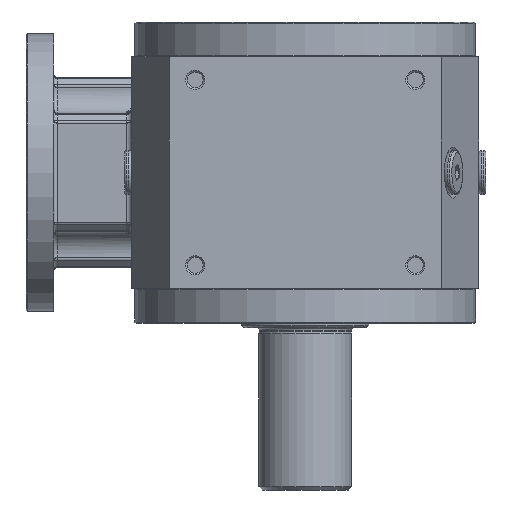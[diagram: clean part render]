
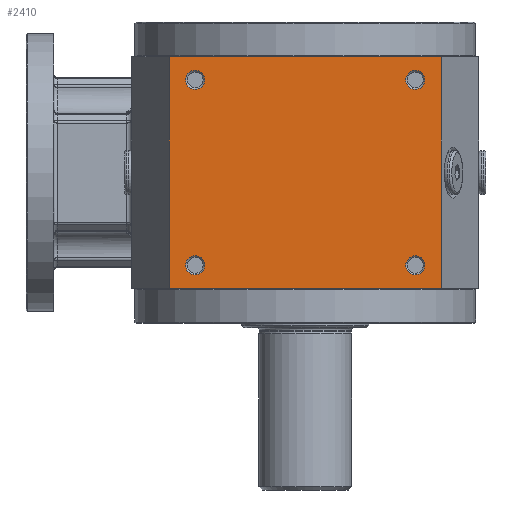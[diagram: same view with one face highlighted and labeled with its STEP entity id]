
A CAD part, front view. The second image highlights one B-rep face of the part: STEP entity #2410.
In plain terms, the highlighted planar face has unit normal (0, -1, 0).
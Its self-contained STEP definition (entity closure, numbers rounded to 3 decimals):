
#2410 = ADVANCED_FACE( '', ( #5310, #5311, #5312, #5313, #5314 ), #5315, .T. );
#5310 = FACE_OUTER_BOUND( '', #21722, .T. );
#5311 = FACE_BOUND( '', #21723, .T. );
#5312 = FACE_BOUND( '', #21724, .T. );
#5313 = FACE_BOUND( '', #21725, .T. );
#5314 = FACE_BOUND( '', #21726, .T. );
#5315 = PLANE( '', #21727 );
#21722 = EDGE_LOOP( '', ( #29443, #29444, #29445, #29446 ) );
#21723 = EDGE_LOOP( '', ( #29447 ) );
#21724 = EDGE_LOOP( '', ( #29448 ) );
#21725 = EDGE_LOOP( '', ( #29449 ) );
#21726 = EDGE_LOOP( '', ( #29450 ) );
#21727 = AXIS2_PLACEMENT_3D( '', #29451, #29452, #29453 );
#29443 = ORIENTED_EDGE( '', *, *, #32071, .F. );
#29444 = ORIENTED_EDGE( '', *, *, #30685, .T. );
#29445 = ORIENTED_EDGE( '', *, *, #31436, .T. );
#29446 = ORIENTED_EDGE( '', *, *, #31613, .F. );
#29447 = ORIENTED_EDGE( '', *, *, #31127, .F. );
#29448 = ORIENTED_EDGE( '', *, *, #32192, .F. );
#29449 = ORIENTED_EDGE( '', *, *, #32262, .F. );
#29450 = ORIENTED_EDGE( '', *, *, #31566, .F. );
#29451 = CARTESIAN_POINT( '', ( 106.862, -25.879, 0. ) );
#29452 = DIRECTION( '', ( 0., -1., 0. ) );
#29453 = DIRECTION( '', ( 0., 0., -1. ) );
#30685 = EDGE_CURVE( '', #33416, #33414, #33417, .T. );
#31127 = EDGE_CURVE( '', #34138, #34138, #34139, .T. );
#31436 = EDGE_CURVE( '', #33414, #34623, #34625, .T. );
#31566 = EDGE_CURVE( '', #34823, #34823, #34824, .T. );
#31613 = EDGE_CURVE( '', #34886, #34623, #34888, .T. );
#32071 = EDGE_CURVE( '', #33416, #34886, #35499, .T. );
#32192 = EDGE_CURVE( '', #35648, #35648, #35649, .T. );
#32262 = EDGE_CURVE( '', #35736, #35736, #35737, .T. );
#33414 = VERTEX_POINT( '', #39530 );
#33416 = VERTEX_POINT( '', #39533 );
#33417 = LINE( '', #39534, #39535 );
#34138 = VERTEX_POINT( '', #43315 );
#34139 = CIRCLE( '', #43316, 4.1 );
#34623 = VERTEX_POINT( '', #46179 );
#34625 = LINE( '', #46182, #46183 );
#34823 = VERTEX_POINT( '', #47496 );
#34824 = CIRCLE( '', #47497, 4.1 );
#34886 = VERTEX_POINT( '', #47817 );
#34888 = LINE( '', #47820, #47821 );
#35499 = LINE( '', #51500, #51501 );
#35648 = VERTEX_POINT( '', #52602 );
#35649 = CIRCLE( '', #52603, 4.1 );
#35736 = VERTEX_POINT( '', #52888 );
#35737 = CIRCLE( '', #52889, 4.1 );
#39530 = CARTESIAN_POINT( '', ( 106.862, -25.879, 100. ) );
#39533 = CARTESIAN_POINT( '', ( 106.862, -25.879, 0. ) );
#39534 = CARTESIAN_POINT( '', ( 106.862, -25.879, 0. ) );
#39535 = VECTOR( '', #55681, 1000. );
#43315 = CARTESIAN_POINT( '', ( 91.641, -25.879, 90. ) );
#43316 = AXIS2_PLACEMENT_3D( '', #56075, #56076, #56077 );
#46179 = CARTESIAN_POINT( '', ( -10.38, -25.879, 100. ) );
#46182 = CARTESIAN_POINT( '', ( 0., -25.879, 100. ) );
#46183 = VECTOR( '', #56346, 1000. );
#47496 = CARTESIAN_POINT( '', ( -3.359, -25.879, 10. ) );
#47497 = AXIS2_PLACEMENT_3D( '', #56450, #56451, #56452 );
#47817 = CARTESIAN_POINT( '', ( -10.38, -25.879, 0. ) );
#47820 = CARTESIAN_POINT( '', ( -10.38, -25.879, 0. ) );
#47821 = VECTOR( '', #56487, 1000. );
#51500 = CARTESIAN_POINT( '', ( 0., -25.879, 0. ) );
#51501 = VECTOR( '', #56828, 1000. );
#52602 = CARTESIAN_POINT( '', ( 91.641, -25.879, 10. ) );
#52603 = AXIS2_PLACEMENT_3D( '', #56905, #56906, #56907 );
#52888 = CARTESIAN_POINT( '', ( -3.359, -25.879, 90. ) );
#52889 = AXIS2_PLACEMENT_3D( '', #56955, #56956, #56957 );
#55681 = DIRECTION( '', ( 0., 0., 1. ) );
#56075 = CARTESIAN_POINT( '', ( 95.741, -25.879, 90. ) );
#56076 = DIRECTION( '', ( 0., -1., 0. ) );
#56077 = DIRECTION( '', ( -1., 0., 0. ) );
#56346 = DIRECTION( '', ( -1., 0., 0. ) );
#56450 = CARTESIAN_POINT( '', ( 0.741, -25.879, 10. ) );
#56451 = DIRECTION( '', ( 0., -1., 0. ) );
#56452 = DIRECTION( '', ( -1., 0., 0. ) );
#56487 = DIRECTION( '', ( 0., 0., 1. ) );
#56828 = DIRECTION( '', ( -1., 0., 0. ) );
#56905 = CARTESIAN_POINT( '', ( 95.741, -25.879, 10. ) );
#56906 = DIRECTION( '', ( 0., -1., 0. ) );
#56907 = DIRECTION( '', ( -1., 0., 0. ) );
#56955 = CARTESIAN_POINT( '', ( 0.741, -25.879, 90. ) );
#56956 = DIRECTION( '', ( 0., -1., 0. ) );
#56957 = DIRECTION( '', ( -1., 0., 0. ) );
